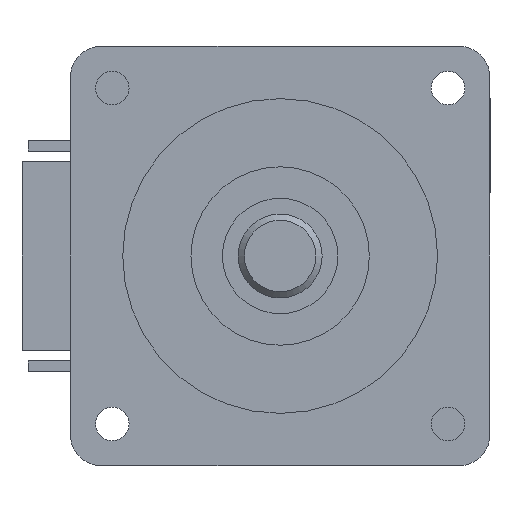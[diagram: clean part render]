
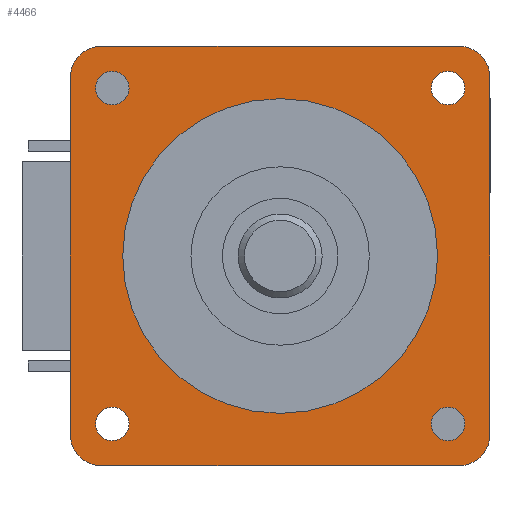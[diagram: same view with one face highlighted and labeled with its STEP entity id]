
A CAD part, left-side view. The second image highlights one B-rep face of the part: STEP entity #4466.
In plain terms, the highlighted planar face has unit normal (-1, 0, 0).
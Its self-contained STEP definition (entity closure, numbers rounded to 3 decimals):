
#52=FACE_BOUND('',#824,.T.);
#53=FACE_BOUND('',#825,.T.);
#54=FACE_BOUND('',#826,.T.);
#55=FACE_BOUND('',#827,.T.);
#56=FACE_BOUND('',#828,.T.);
#320=PLANE('',#4865);
#547=FACE_OUTER_BOUND('',#823,.T.);
#823=EDGE_LOOP('',(#3771,#3772,#3773,#3774,#3775,#3776,#3777,#3778));
#824=EDGE_LOOP('',(#3779));
#825=EDGE_LOOP('',(#3780));
#826=EDGE_LOOP('',(#3781));
#827=EDGE_LOOP('',(#3782));
#828=EDGE_LOOP('',(#3783));
#1279=LINE('',#7123,#1760);
#1282=LINE('',#7129,#1763);
#1283=LINE('',#7133,#1764);
#1284=LINE('',#7137,#1765);
#1760=VECTOR('',#5814,10.);
#1763=VECTOR('',#5819,10.);
#1764=VECTOR('',#5822,10.);
#1765=VECTOR('',#5825,10.);
#1951=CIRCLE('',#4863,1.5);
#1952=CIRCLE('',#4866,1.5);
#1953=CIRCLE('',#4867,1.5);
#1954=CIRCLE('',#4868,1.5);
#1955=CIRCLE('',#4869,7.5);
#1956=CIRCLE('',#4870,0.8);
#1957=CIRCLE('',#4871,0.8);
#1958=CIRCLE('',#4872,0.8);
#1959=CIRCLE('',#4873,0.8);
#2280=VERTEX_POINT('',#7116);
#2281=VERTEX_POINT('',#7118);
#2282=VERTEX_POINT('',#7122);
#2284=VERTEX_POINT('',#7128);
#2285=VERTEX_POINT('',#7130);
#2286=VERTEX_POINT('',#7132);
#2287=VERTEX_POINT('',#7134);
#2288=VERTEX_POINT('',#7136);
#2289=VERTEX_POINT('',#7139);
#2290=VERTEX_POINT('',#7141);
#2291=VERTEX_POINT('',#7143);
#2292=VERTEX_POINT('',#7145);
#2293=VERTEX_POINT('',#7147);
#2804=EDGE_CURVE('',#2280,#2281,#1951,.T.);
#2806=EDGE_CURVE('',#2282,#2281,#1279,.T.);
#2809=EDGE_CURVE('',#2280,#2284,#1282,.T.);
#2810=EDGE_CURVE('',#2285,#2284,#1952,.T.);
#2811=EDGE_CURVE('',#2285,#2286,#1283,.T.);
#2812=EDGE_CURVE('',#2287,#2286,#1953,.T.);
#2813=EDGE_CURVE('',#2287,#2288,#1284,.T.);
#2814=EDGE_CURVE('',#2282,#2288,#1954,.T.);
#2815=EDGE_CURVE('',#2289,#2289,#1955,.T.);
#2816=EDGE_CURVE('',#2290,#2290,#1956,.T.);
#2817=EDGE_CURVE('',#2291,#2291,#1957,.T.);
#2818=EDGE_CURVE('',#2292,#2292,#1958,.T.);
#2819=EDGE_CURVE('',#2293,#2293,#1959,.T.);
#3771=ORIENTED_EDGE('',*,*,#2804,.F.);
#3772=ORIENTED_EDGE('',*,*,#2809,.T.);
#3773=ORIENTED_EDGE('',*,*,#2810,.F.);
#3774=ORIENTED_EDGE('',*,*,#2811,.T.);
#3775=ORIENTED_EDGE('',*,*,#2812,.F.);
#3776=ORIENTED_EDGE('',*,*,#2813,.T.);
#3777=ORIENTED_EDGE('',*,*,#2814,.F.);
#3778=ORIENTED_EDGE('',*,*,#2806,.T.);
#3779=ORIENTED_EDGE('',*,*,#2815,.T.);
#3780=ORIENTED_EDGE('',*,*,#2816,.T.);
#3781=ORIENTED_EDGE('',*,*,#2817,.T.);
#3782=ORIENTED_EDGE('',*,*,#2818,.T.);
#3783=ORIENTED_EDGE('',*,*,#2819,.T.);
#4466=ADVANCED_FACE('',(#547,#52,#53,#54,#55,#56),#320,.F.);
#4863=AXIS2_PLACEMENT_3D('',#7119,#5809,#5810);
#4865=AXIS2_PLACEMENT_3D('',#7127,#5817,#5818);
#4866=AXIS2_PLACEMENT_3D('',#7131,#5820,#5821);
#4867=AXIS2_PLACEMENT_3D('',#7135,#5823,#5824);
#4868=AXIS2_PLACEMENT_3D('',#7138,#5826,#5827);
#4869=AXIS2_PLACEMENT_3D('',#7140,#5828,#5829);
#4870=AXIS2_PLACEMENT_3D('',#7142,#5830,#5831);
#4871=AXIS2_PLACEMENT_3D('',#7144,#5832,#5833);
#4872=AXIS2_PLACEMENT_3D('',#7146,#5834,#5835);
#4873=AXIS2_PLACEMENT_3D('',#7148,#5836,#5837);
#5809=DIRECTION('center_axis',(1.,0.,0.));
#5810=DIRECTION('ref_axis',(0.,-0.707,-0.707));
#5814=DIRECTION('',(0.,-1.,0.));
#5817=DIRECTION('center_axis',(1.,0.,0.));
#5818=DIRECTION('ref_axis',(0.,0.,-1.));
#5819=DIRECTION('',(0.,0.,1.));
#5820=DIRECTION('center_axis',(1.,0.,0.));
#5821=DIRECTION('ref_axis',(0.,-0.707,0.707));
#5822=DIRECTION('',(0.,1.,0.));
#5823=DIRECTION('center_axis',(1.,0.,0.));
#5824=DIRECTION('ref_axis',(0.,0.707,0.707));
#5825=DIRECTION('',(0.,0.,-1.));
#5826=DIRECTION('center_axis',(1.,0.,0.));
#5827=DIRECTION('ref_axis',(0.,0.707,-0.707));
#5828=DIRECTION('center_axis',(1.,0.,0.));
#5829=DIRECTION('ref_axis',(0.,0.,1.));
#5830=DIRECTION('center_axis',(1.,0.,0.));
#5831=DIRECTION('ref_axis',(0.,0.,1.));
#5832=DIRECTION('center_axis',(1.,0.,0.));
#5833=DIRECTION('ref_axis',(0.,0.,1.));
#5834=DIRECTION('center_axis',(1.,0.,0.));
#5835=DIRECTION('ref_axis',(0.,0.,1.));
#5836=DIRECTION('center_axis',(1.,0.,0.));
#5837=DIRECTION('ref_axis',(0.,0.,1.));
#7116=CARTESIAN_POINT('',(-0.5,-10.,-8.5));
#7118=CARTESIAN_POINT('',(-0.5,-8.5,-10.));
#7119=CARTESIAN_POINT('Origin',(-0.5,-8.5,-8.5));
#7122=CARTESIAN_POINT('',(-0.5,8.5,-10.));
#7123=CARTESIAN_POINT('',(-0.5,10.,-10.));
#7127=CARTESIAN_POINT('Origin',(-0.5,0.,0.));
#7128=CARTESIAN_POINT('',(-0.5,-10.,8.5));
#7129=CARTESIAN_POINT('',(-0.5,-10.,-10.));
#7130=CARTESIAN_POINT('',(-0.5,-8.5,10.));
#7131=CARTESIAN_POINT('Origin',(-0.5,-8.5,8.5));
#7132=CARTESIAN_POINT('',(-0.5,8.5,10.));
#7133=CARTESIAN_POINT('',(-0.5,-10.,10.));
#7134=CARTESIAN_POINT('',(-0.5,10.,8.5));
#7135=CARTESIAN_POINT('Origin',(-0.5,8.5,8.5));
#7136=CARTESIAN_POINT('',(-0.5,10.,-8.5));
#7137=CARTESIAN_POINT('',(-0.5,10.,10.));
#7138=CARTESIAN_POINT('Origin',(-0.5,8.5,-8.5));
#7139=CARTESIAN_POINT('',(-0.5,0.,-7.5));
#7140=CARTESIAN_POINT('Origin',(-0.5,0.,0.));
#7141=CARTESIAN_POINT('',(-0.5,8.,7.2));
#7142=CARTESIAN_POINT('Origin',(-0.5,8.,8.));
#7143=CARTESIAN_POINT('',(-0.5,-8.,7.2));
#7144=CARTESIAN_POINT('Origin',(-0.5,-8.,8.));
#7145=CARTESIAN_POINT('',(-0.5,8.,-8.8));
#7146=CARTESIAN_POINT('Origin',(-0.5,8.,-8.));
#7147=CARTESIAN_POINT('',(-0.5,-8.,-8.8));
#7148=CARTESIAN_POINT('Origin',(-0.5,-8.,-8.));
